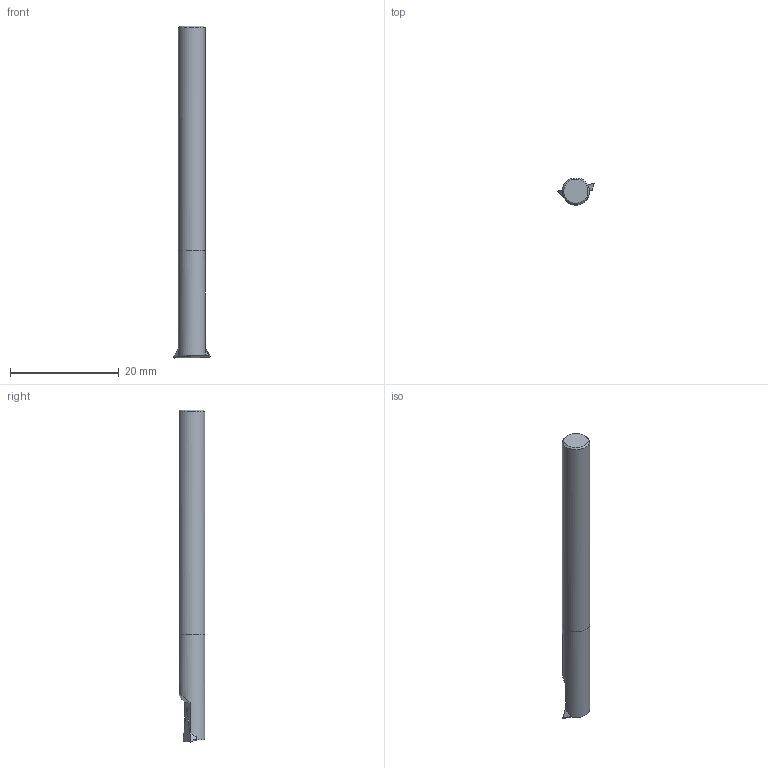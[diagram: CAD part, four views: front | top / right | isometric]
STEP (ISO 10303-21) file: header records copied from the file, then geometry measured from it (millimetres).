
FILE_DESCRIPTION(/* description */ (''),/* implementation_level */ '2;1');
FILE_NAME(/* name */ 'A05D-STFDR06.stp',/* time_stamp */ '2018-04-11T16:03:04+06:00',/* author */ (''),/* organization */ (''),/* preprocessor_version */ 'ST-DEVELOPER v16',/* originating_system */ 'SIEMENS PLM Software NX 11.0',/* authorisation */ '');
FILE_SCHEMA (('AUTOMOTIVE_DESIGN { 1 0 10303 214 3 1 1 1 }'));
Length unit declared in the file: millimetre
Products named in the file (1): inpu27E6t2lk
Bounding box: 6.64 x 4.77 x 61 mm (x, y, z)
Volume: 1120.4 mm3; surface area: 1066.8 mm2
Topology: 3 solids, 3 shells, 25 faces, 57 edges, 38 vertices
Faces by surface type: plane 18, cylinder 6, cone 1
Entity records: 773 total; most frequent: CARTESIAN_POINT 130, DIRECTION 129, ORIENTED_EDGE 110, EDGE_CURVE 55, AXIS2_PLACEMENT_3D 46, LINE 37, VECTOR 37, VERTEX_POINT 37
